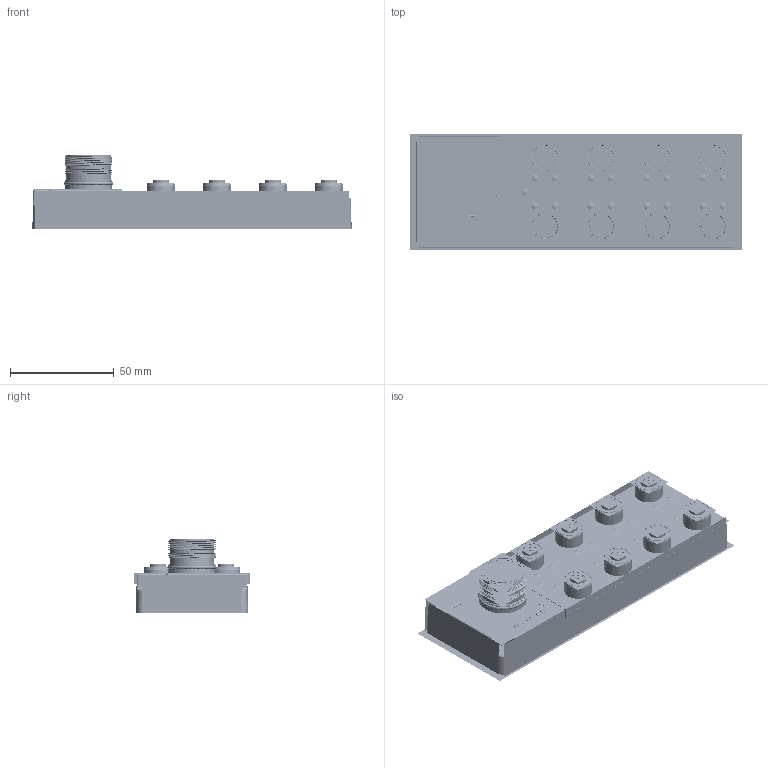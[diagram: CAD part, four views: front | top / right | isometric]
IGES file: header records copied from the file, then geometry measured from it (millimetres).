
Start section:  PTC IGES file: 242900_sm01.igs
Global section: file name: 242900_sm01.igs; native system: Creo Parametric by PTC Inc.; preprocessor: 2022414; author: banengservice; organization: Unknown; date: 20240708.092341; units: millimetre
Bounding box: 160.16 x 56.16 x 36.16 mm (x, y, z)
Surface area: 140897.1 mm2 (no closed solid volume)
Topology: 0 solids, 56 shells, 3006 faces, 20055 edges, 26106 vertices
Faces by surface type: revolution 2150, bspline 852, extrusion 4
